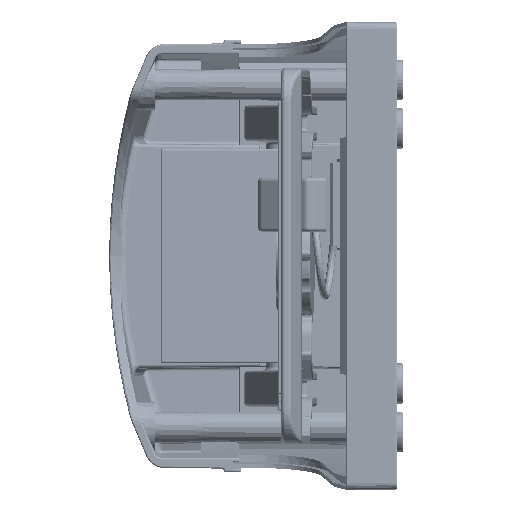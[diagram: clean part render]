
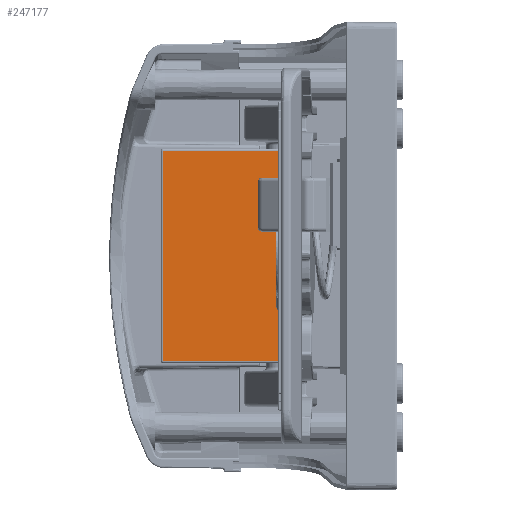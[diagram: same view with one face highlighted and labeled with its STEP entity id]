
A CAD part, left-side view. The second image highlights one B-rep face of the part: STEP entity #247177.
In plain terms, the highlighted planar face has unit normal (-1, -0.009, 0).
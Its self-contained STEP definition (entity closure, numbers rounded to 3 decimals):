
#1940 = ORIENTED_EDGE ( 'NONE', *, *, #69586, .T. ) ;
#21325 = CARTESIAN_POINT ( 'NONE',  ( 125.89, 176.016, 108.925 ) ) ;
#44189 = FACE_OUTER_BOUND ( 'NONE', #236111, .T. ) ;
#62377 = CARTESIAN_POINT ( 'NONE',  ( 125.618, 207.191, 165.249 ) ) ;
#63271 = VERTEX_POINT ( 'NONE', #150646 ) ;
#69586 = EDGE_CURVE ( 'NONE', #63271, #113366, #151826, .T. ) ;
#74091 = CARTESIAN_POINT ( 'NONE',  ( 126.231, 136.86, 165.249 ) ) ;
#75514 = EDGE_CURVE ( 'NONE', #99758, #63271, #219706, .T. ) ;
#83857 = VECTOR ( 'NONE', #174426, 1000. ) ;
#86739 = ORIENTED_EDGE ( 'NONE', *, *, #75514, .T. ) ;
#88426 = VECTOR ( 'NONE', #132301, 1000. ) ;
#95668 = ORIENTED_EDGE ( 'NONE', *, *, #152907, .T. ) ;
#99758 = VERTEX_POINT ( 'NONE', #21325 ) ;
#103130 = AXIS2_PLACEMENT_3D ( 'NONE', #62377, #144956, #241304 ) ;
#113366 = VERTEX_POINT ( 'NONE', #235123 ) ;
#116060 = VERTEX_POINT ( 'NONE', #244679 ) ;
#132301 = DIRECTION ( 'NONE',  ( 0., 0., 1. ) ) ;
#144956 = DIRECTION ( 'NONE',  ( -1., -0.009, 0. ) ) ;
#150646 = CARTESIAN_POINT ( 'NONE',  ( 126.231, 136.86, 108.925 ) ) ;
#151826 = LINE ( 'NONE', #74091, #88426 ) ;
#152907 = EDGE_CURVE ( 'NONE', #116060, #99758, #208888, .T. ) ;
#157064 = DIRECTION ( 'NONE',  ( 0., 0., -1. ) ) ;
#158610 = PLANE ( 'NONE',  #103130 ) ;
#168765 = CARTESIAN_POINT ( 'NONE',  ( 125.618, 207.191, 171.591 ) ) ;
#171098 = CARTESIAN_POINT ( 'NONE',  ( 125.618, 207.191, 108.925 ) ) ;
#174426 = DIRECTION ( 'NONE',  ( 0.009, -1., 0. ) ) ;
#176721 = ORIENTED_EDGE ( 'NONE', *, *, #205323, .T. ) ;
#205323 = EDGE_CURVE ( 'NONE', #113366, #116060, #215475, .T. ) ;
#208888 = LINE ( 'NONE', #250067, #242119 ) ;
#215475 = LINE ( 'NONE', #168765, #224429 ) ;
#219706 = LINE ( 'NONE', #171098, #83857 ) ;
#224429 = VECTOR ( 'NONE', #227011, 1000. ) ;
#227011 = DIRECTION ( 'NONE',  ( -0.009, 1., 0. ) ) ;
#235123 = CARTESIAN_POINT ( 'NONE',  ( 126.231, 136.86, 171.591 ) ) ;
#236111 = EDGE_LOOP ( 'NONE', ( #86739, #1940, #176721, #95668 ) ) ;
#241304 = DIRECTION ( 'NONE',  ( 0.009, -1., 0. ) ) ;
#242119 = VECTOR ( 'NONE', #157064, 1000. ) ;
#244679 = CARTESIAN_POINT ( 'NONE',  ( 125.89, 176.016, 171.591 ) ) ;
#247177 = ADVANCED_FACE ( 'NONE', ( #44189 ), #158610, .T. ) ;
#250067 = CARTESIAN_POINT ( 'NONE',  ( 125.89, 176.016, 165.249 ) ) ;
